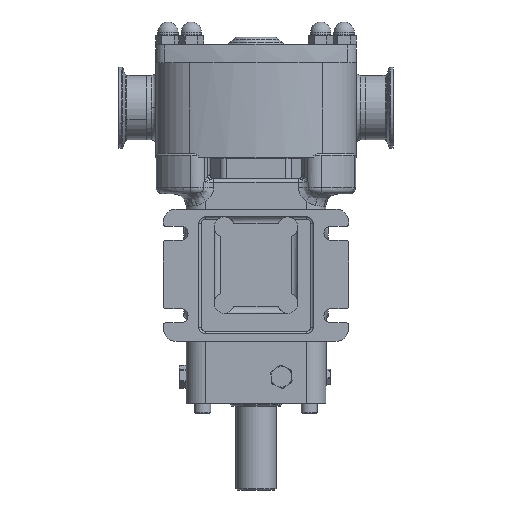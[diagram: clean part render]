
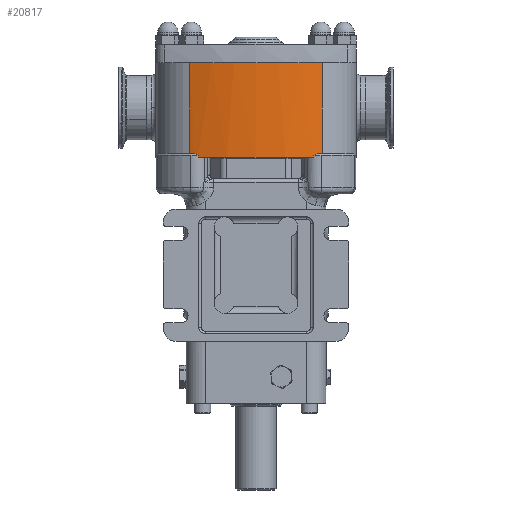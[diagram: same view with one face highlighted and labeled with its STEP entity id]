
A CAD part, front view. The second image highlights one B-rep face of the part: STEP entity #20817.
In plain terms, the highlighted cylindrical face has radius 160 mm (diameter 320 mm), a partial arc.
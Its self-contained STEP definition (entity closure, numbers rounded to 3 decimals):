
#381 = DIRECTION ( 'NONE',  ( 0., 0., -1. ) ) ;
#752 = LINE ( 'NONE', #18548, #16866 ) ;
#979 = LINE ( 'NONE', #18779, #9137 ) ;
#1037 = DIRECTION ( 'NONE',  ( 1., 0., 0. ) ) ;
#1273 = VERTEX_POINT ( 'NONE', #28064 ) ;
#1413 = CARTESIAN_POINT ( 'NONE',  ( 0., 50., -39. ) ) ;
#1729 = VERTEX_POINT ( 'NONE', #6549 ) ;
#1976 = LINE ( 'NONE', #6646, #7222 ) ;
#2046 = ORIENTED_EDGE ( 'NONE', *, *, #25947, .T. ) ;
#2219 = CIRCLE ( 'NONE', #6425, 160. ) ;
#2702 = CARTESIAN_POINT ( 'NONE',  ( -47.342, -102.837, -36.412 ) ) ;
#2747 = CARTESIAN_POINT ( 'NONE',  ( 0., 50., -36. ) ) ;
#2950 = CIRCLE ( 'NONE', #20677, 160. ) ;
#3003 = VERTEX_POINT ( 'NONE', #4470 ) ;
#3071 = CARTESIAN_POINT ( 'NONE',  ( 0., 50., -99.929 ) ) ;
#3442 = DIRECTION ( 'NONE',  ( 0., 0., 1. ) ) ;
#3505 = EDGE_CURVE ( 'NONE', #5790, #1729, #752, .T. ) ;
#3896 = CARTESIAN_POINT ( 'NONE',  ( 47.342, -102.837, -36.412 ) ) ;
#4253 = VERTEX_POINT ( 'NONE', #18034 ) ;
#4470 = CARTESIAN_POINT ( 'NONE',  ( 45.325, -103.446, -37.5 ) ) ;
#4764 = DIRECTION ( 'NONE',  ( 1., 0., 0. ) ) ;
#4872 = CARTESIAN_POINT ( 'NONE',  ( 45.325, -103.446, -39. ) ) ;
#5461 = DIRECTION ( 'NONE',  ( 0., 0., 1. ) ) ;
#5550 = EDGE_CURVE ( 'NONE', #11663, #4253, #10070, .T. ) ;
#5790 = VERTEX_POINT ( 'NONE', #13767 ) ;
#6094 = LINE ( 'NONE', #14839, #7363 ) ;
#6387 = CARTESIAN_POINT ( 'NONE',  ( 47.865, -102.674, -36.185 ) ) ;
#6425 = AXIS2_PLACEMENT_3D ( 'NONE', #20533, #16284, #4764 ) ;
#6549 = CARTESIAN_POINT ( 'NONE',  ( 52., -101.314, 35.5 ) ) ;
#6561 = EDGE_CURVE ( 'NONE', #6606, #11663, #979, .T. ) ;
#6606 = VERTEX_POINT ( 'NONE', #9749 ) ;
#6646 = CARTESIAN_POINT ( 'NONE',  ( -45.325, -103.446, -1.75 ) ) ;
#7222 = VECTOR ( 'NONE', #381, 1000. ) ;
#7363 = VECTOR ( 'NONE', #22119, 1000. ) ;
#7367 = B_SPLINE_CURVE_WITH_KNOTS ( 'NONE', 3,
 ( #28256, #26210, #10470, #3896, #6387, #21844 ),
 .UNSPECIFIED., .F., .F.,
 ( 4, 2, 4 ),
 ( 0., 0.002, 0.004 ),
 .UNSPECIFIED. ) ;
#7379 = CARTESIAN_POINT ( 'NONE',  ( -48.406, -102.502, -36. ) ) ;
#7419 = DIRECTION ( 'NONE',  ( 0., 0., 1. ) ) ;
#7512 = CARTESIAN_POINT ( 'NONE',  ( -45.818, -103.3, -37.2 ) ) ;
#7552 = ORIENTED_EDGE ( 'NONE', *, *, #7894, .F. ) ;
#7557 = DIRECTION ( 'NONE',  ( 1., 0., 0. ) ) ;
#7828 = CARTESIAN_POINT ( 'NONE',  ( 0., 50., 35.5 ) ) ;
#7894 = EDGE_CURVE ( 'NONE', #27551, #22895, #13529, .T. ) ;
#9137 = VECTOR ( 'NONE', #7419, 1000. ) ;
#9353 = CARTESIAN_POINT ( 'NONE',  ( -52., -101.314, 35.5 ) ) ;
#9659 = CARTESIAN_POINT ( 'NONE',  ( -45.325, -103.446, -39. ) ) ;
#9749 = CARTESIAN_POINT ( 'NONE',  ( -52., -101.314, -36. ) ) ;
#10070 = CIRCLE ( 'NONE', #21231, 160. ) ;
#10470 = CARTESIAN_POINT ( 'NONE',  ( 46.318, -103.15, -36.919 ) ) ;
#10785 = AXIS2_PLACEMENT_3D ( 'NONE', #1413, #16734, #25620 ) ;
#10977 = EDGE_CURVE ( 'NONE', #18408, #27490, #15965, .T. ) ;
#11388 = ORIENTED_EDGE ( 'NONE', *, *, #27037, .T. ) ;
#11663 = VERTEX_POINT ( 'NONE', #9353 ) ;
#12106 = FACE_OUTER_BOUND ( 'NONE', #21249, .T. ) ;
#12246 = ORIENTED_EDGE ( 'NONE', *, *, #10977, .T. ) ;
#12597 = CARTESIAN_POINT ( 'NONE',  ( -45.325, -103.446, -37.5 ) ) ;
#13143 = ORIENTED_EDGE ( 'NONE', *, *, #27133, .F. ) ;
#13529 = CIRCLE ( 'NONE', #10785, 160. ) ;
#13767 = CARTESIAN_POINT ( 'NONE',  ( 52., -101.314, -36. ) ) ;
#14648 = EDGE_CURVE ( 'NONE', #1273, #5790, #2950, .T. ) ;
#14839 = CARTESIAN_POINT ( 'NONE',  ( 45.325, -103.446, -1.75 ) ) ;
#14916 = ORIENTED_EDGE ( 'NONE', *, *, #6561, .F. ) ;
#15302 = EDGE_CURVE ( 'NONE', #27490, #22895, #1976, .T. ) ;
#15965 = B_SPLINE_CURVE_WITH_KNOTS ( 'NONE', 3,
 ( #7379, #25017, #2702, #27487, #7512, #16412 ),
 .UNSPECIFIED., .F., .F.,
 ( 4, 2, 4 ),
 ( 0., 0.002, 0.004 ),
 .UNSPECIFIED. ) ;
#16227 = CIRCLE ( 'NONE', #19983, 160. ) ;
#16284 = DIRECTION ( 'NONE',  ( 0., 0., 1. ) ) ;
#16412 = CARTESIAN_POINT ( 'NONE',  ( -45.325, -103.446, -37.5 ) ) ;
#16734 = DIRECTION ( 'NONE',  ( 0., 0., -1. ) ) ;
#16866 = VECTOR ( 'NONE', #20876, 1000. ) ;
#18034 = CARTESIAN_POINT ( 'NONE',  ( 0., -110., 35.5 ) ) ;
#18408 = VERTEX_POINT ( 'NONE', #26855 ) ;
#18548 = CARTESIAN_POINT ( 'NONE',  ( 52., -101.314, -99.929 ) ) ;
#18779 = CARTESIAN_POINT ( 'NONE',  ( -52., -101.314, -99.929 ) ) ;
#19118 = CYLINDRICAL_SURFACE ( 'NONE', #24690, 160. ) ;
#19169 = DIRECTION ( 'NONE',  ( 1., 0., 0. ) ) ;
#19444 = ORIENTED_EDGE ( 'NONE', *, *, #5550, .F. ) ;
#19544 = EDGE_CURVE ( 'NONE', #6606, #18408, #16227, .T. ) ;
#19895 = ORIENTED_EDGE ( 'NONE', *, *, #15302, .T. ) ;
#19983 = AXIS2_PLACEMENT_3D ( 'NONE', #2747, #27254, #7557 ) ;
#20533 = CARTESIAN_POINT ( 'NONE',  ( 0., 50., 35.5 ) ) ;
#20677 = AXIS2_PLACEMENT_3D ( 'NONE', #25428, #5461, #19169 ) ;
#20817 = ADVANCED_FACE ( 'NONE', ( #12106 ), #19118, .T. ) ;
#20876 = DIRECTION ( 'NONE',  ( 0., 0., 1. ) ) ;
#21231 = AXIS2_PLACEMENT_3D ( 'NONE', #7828, #3442, #21533 ) ;
#21249 = EDGE_LOOP ( 'NONE', ( #12246, #19895, #7552, #2046, #11388, #28578, #24734, #13143, #19444, #14916, #23206 ) ) ;
#21533 = DIRECTION ( 'NONE',  ( 1., 0., 0. ) ) ;
#21844 = CARTESIAN_POINT ( 'NONE',  ( 48.406, -102.502, -36. ) ) ;
#22119 = DIRECTION ( 'NONE',  ( 0., 0., 1. ) ) ;
#22895 = VERTEX_POINT ( 'NONE', #9659 ) ;
#23206 = ORIENTED_EDGE ( 'NONE', *, *, #19544, .T. ) ;
#24690 = AXIS2_PLACEMENT_3D ( 'NONE', #3071, #27721, #1037 ) ;
#24734 = ORIENTED_EDGE ( 'NONE', *, *, #3505, .T. ) ;
#25017 = CARTESIAN_POINT ( 'NONE',  ( -47.865, -102.674, -36.185 ) ) ;
#25428 = CARTESIAN_POINT ( 'NONE',  ( 0., 50., -36. ) ) ;
#25620 = DIRECTION ( 'NONE',  ( -1., 0., 0. ) ) ;
#25947 = EDGE_CURVE ( 'NONE', #27551, #3003, #6094, .T. ) ;
#26210 = CARTESIAN_POINT ( 'NONE',  ( 45.818, -103.3, -37.2 ) ) ;
#26855 = CARTESIAN_POINT ( 'NONE',  ( -48.406, -102.502, -36. ) ) ;
#27037 = EDGE_CURVE ( 'NONE', #3003, #1273, #7367, .T. ) ;
#27133 = EDGE_CURVE ( 'NONE', #4253, #1729, #2219, .T. ) ;
#27254 = DIRECTION ( 'NONE',  ( 0., 0., 1. ) ) ;
#27487 = CARTESIAN_POINT ( 'NONE',  ( -46.318, -103.15, -36.919 ) ) ;
#27490 = VERTEX_POINT ( 'NONE', #12597 ) ;
#27551 = VERTEX_POINT ( 'NONE', #4872 ) ;
#27721 = DIRECTION ( 'NONE',  ( 0., 0., 1. ) ) ;
#28064 = CARTESIAN_POINT ( 'NONE',  ( 48.406, -102.502, -36. ) ) ;
#28256 = CARTESIAN_POINT ( 'NONE',  ( 45.325, -103.446, -37.5 ) ) ;
#28578 = ORIENTED_EDGE ( 'NONE', *, *, #14648, .T. ) ;
